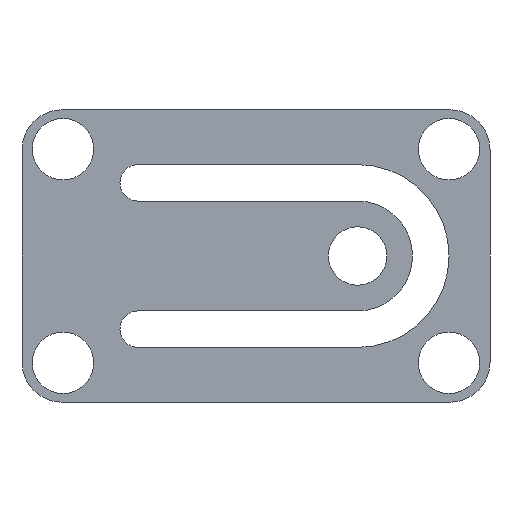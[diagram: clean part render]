
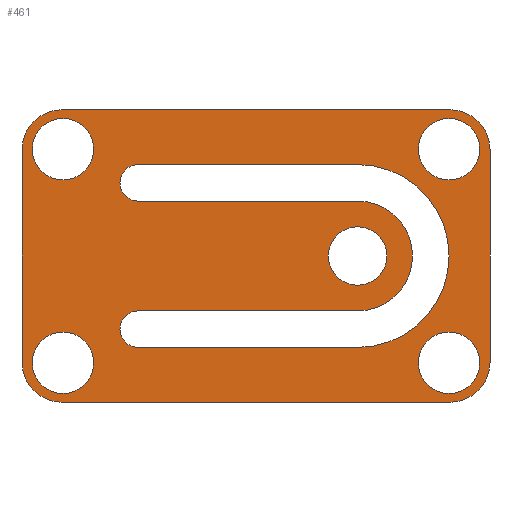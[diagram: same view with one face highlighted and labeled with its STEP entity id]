
A CAD part, front view. The second image highlights one B-rep face of the part: STEP entity #461.
In plain terms, the highlighted planar face has unit normal (0, -1, 0).
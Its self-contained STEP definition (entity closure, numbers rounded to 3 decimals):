
#21=FACE_BOUND('',#89,.T.);
#22=FACE_BOUND('',#90,.T.);
#23=FACE_BOUND('',#91,.T.);
#24=FACE_BOUND('',#92,.T.);
#25=FACE_BOUND('',#93,.T.);
#26=FACE_BOUND('',#94,.T.);
#36=PLANE('',#524);
#59=FACE_OUTER_BOUND('',#88,.T.);
#88=EDGE_LOOP('',(#405,#406,#407,#408,#409,#410,#411,#412));
#89=EDGE_LOOP('',(#413));
#90=EDGE_LOOP('',(#414));
#91=EDGE_LOOP('',(#415,#416,#417,#418,#419,#420,#421,#422));
#92=EDGE_LOOP('',(#423));
#93=EDGE_LOOP('',(#424));
#94=EDGE_LOOP('',(#425));
#100=LINE('',#692,#137);
#104=LINE('',#704,#141);
#108=LINE('',#716,#145);
#112=LINE('',#727,#149);
#116=LINE('',#744,#153);
#121=LINE('',#758,#158);
#125=LINE('',#770,#162);
#129=LINE('',#782,#166);
#137=VECTOR('',#558,10.);
#141=VECTOR('',#570,10.);
#145=VECTOR('',#582,10.);
#149=VECTOR('',#594,10.);
#153=VECTOR('',#612,10.);
#158=VECTOR('',#625,10.);
#162=VECTOR('',#637,10.);
#166=VECTOR('',#649,10.);
#170=CIRCLE('',#478,2.1);
#172=CIRCLE('',#481,2.1);
#174=CIRCLE('',#484,2.1);
#175=CIRCLE('',#486,1.25);
#177=CIRCLE('',#490,6.25);
#179=CIRCLE('',#494,1.25);
#181=CIRCLE('',#498,3.75);
#184=CIRCLE('',#503,2.1);
#186=CIRCLE('',#506,2.);
#187=CIRCLE('',#509,2.75);
#189=CIRCLE('',#513,2.75);
#191=CIRCLE('',#517,2.75);
#193=CIRCLE('',#521,2.75);
#196=VERTEX_POINT('',#666);
#198=VERTEX_POINT('',#672);
#200=VERTEX_POINT('',#678);
#201=VERTEX_POINT('',#682);
#202=VERTEX_POINT('',#683);
#205=VERTEX_POINT('',#691);
#207=VERTEX_POINT('',#697);
#209=VERTEX_POINT('',#703);
#211=VERTEX_POINT('',#709);
#213=VERTEX_POINT('',#715);
#215=VERTEX_POINT('',#721);
#218=VERTEX_POINT('',#732);
#220=VERTEX_POINT('',#738);
#221=VERTEX_POINT('',#742);
#222=VERTEX_POINT('',#743);
#225=VERTEX_POINT('',#751);
#227=VERTEX_POINT('',#757);
#229=VERTEX_POINT('',#763);
#231=VERTEX_POINT('',#769);
#233=VERTEX_POINT('',#775);
#235=VERTEX_POINT('',#781);
#239=EDGE_CURVE('',#196,#196,#170,.T.);
#242=EDGE_CURVE('',#198,#198,#172,.T.);
#245=EDGE_CURVE('',#200,#200,#174,.T.);
#246=EDGE_CURVE('',#201,#202,#175,.T.);
#250=EDGE_CURVE('',#205,#201,#100,.T.);
#253=EDGE_CURVE('',#207,#205,#177,.T.);
#256=EDGE_CURVE('',#209,#207,#104,.T.);
#259=EDGE_CURVE('',#211,#209,#179,.T.);
#262=EDGE_CURVE('',#213,#211,#108,.T.);
#265=EDGE_CURVE('',#215,#213,#181,.T.);
#268=EDGE_CURVE('',#202,#215,#112,.T.);
#272=EDGE_CURVE('',#218,#218,#184,.T.);
#275=EDGE_CURVE('',#220,#220,#186,.T.);
#276=EDGE_CURVE('',#221,#222,#116,.T.);
#280=EDGE_CURVE('',#225,#222,#187,.T.);
#283=EDGE_CURVE('',#225,#227,#121,.T.);
#286=EDGE_CURVE('',#229,#227,#189,.T.);
#289=EDGE_CURVE('',#229,#231,#125,.T.);
#292=EDGE_CURVE('',#233,#231,#191,.T.);
#295=EDGE_CURVE('',#233,#235,#129,.T.);
#298=EDGE_CURVE('',#221,#235,#193,.T.);
#405=ORIENTED_EDGE('',*,*,#298,.F.);
#406=ORIENTED_EDGE('',*,*,#276,.T.);
#407=ORIENTED_EDGE('',*,*,#280,.F.);
#408=ORIENTED_EDGE('',*,*,#283,.T.);
#409=ORIENTED_EDGE('',*,*,#286,.F.);
#410=ORIENTED_EDGE('',*,*,#289,.T.);
#411=ORIENTED_EDGE('',*,*,#292,.F.);
#412=ORIENTED_EDGE('',*,*,#295,.T.);
#413=ORIENTED_EDGE('',*,*,#275,.F.);
#414=ORIENTED_EDGE('',*,*,#272,.F.);
#415=ORIENTED_EDGE('',*,*,#268,.F.);
#416=ORIENTED_EDGE('',*,*,#246,.F.);
#417=ORIENTED_EDGE('',*,*,#250,.F.);
#418=ORIENTED_EDGE('',*,*,#253,.F.);
#419=ORIENTED_EDGE('',*,*,#256,.F.);
#420=ORIENTED_EDGE('',*,*,#259,.F.);
#421=ORIENTED_EDGE('',*,*,#262,.F.);
#422=ORIENTED_EDGE('',*,*,#265,.F.);
#423=ORIENTED_EDGE('',*,*,#245,.F.);
#424=ORIENTED_EDGE('',*,*,#242,.F.);
#425=ORIENTED_EDGE('',*,*,#239,.F.);
#461=ADVANCED_FACE('',(#59,#21,#22,#23,#24,#25,#26),#36,.F.);
#478=AXIS2_PLACEMENT_3D('',#668,#532,#533);
#481=AXIS2_PLACEMENT_3D('',#674,#539,#540);
#484=AXIS2_PLACEMENT_3D('',#680,#546,#547);
#486=AXIS2_PLACEMENT_3D('',#684,#550,#551);
#490=AXIS2_PLACEMENT_3D('',#698,#563,#564);
#494=AXIS2_PLACEMENT_3D('',#710,#575,#576);
#498=AXIS2_PLACEMENT_3D('',#722,#587,#588);
#503=AXIS2_PLACEMENT_3D('',#734,#601,#602);
#506=AXIS2_PLACEMENT_3D('',#740,#608,#609);
#509=AXIS2_PLACEMENT_3D('',#752,#618,#619);
#513=AXIS2_PLACEMENT_3D('',#764,#630,#631);
#517=AXIS2_PLACEMENT_3D('',#776,#642,#643);
#521=AXIS2_PLACEMENT_3D('',#787,#654,#655);
#524=AXIS2_PLACEMENT_3D('',#790,#660,#661);
#532=DIRECTION('center_axis',(0.,-1.,0.));
#533=DIRECTION('ref_axis',(1.,0.,0.));
#539=DIRECTION('center_axis',(0.,-1.,0.));
#540=DIRECTION('ref_axis',(1.,0.,0.));
#546=DIRECTION('center_axis',(0.,-1.,0.));
#547=DIRECTION('ref_axis',(1.,0.,0.));
#550=DIRECTION('center_axis',(0.,-1.,0.));
#551=DIRECTION('ref_axis',(0.,0.,-1.));
#558=DIRECTION('',(-1.,0.,0.));
#563=DIRECTION('center_axis',(0.,-1.,0.));
#564=DIRECTION('ref_axis',(0.,0.,1.));
#570=DIRECTION('',(1.,0.,0.));
#575=DIRECTION('center_axis',(0.,-1.,0.));
#576=DIRECTION('ref_axis',(0.,0.,-1.));
#582=DIRECTION('',(-1.,0.,0.));
#587=DIRECTION('center_axis',(0.,1.,0.));
#588=DIRECTION('ref_axis',(0.,0.,1.));
#594=DIRECTION('',(1.,0.,0.));
#601=DIRECTION('center_axis',(0.,-1.,0.));
#602=DIRECTION('ref_axis',(1.,0.,0.));
#608=DIRECTION('center_axis',(0.,-1.,0.));
#609=DIRECTION('ref_axis',(1.,0.,0.));
#612=DIRECTION('',(-1.,0.,0.));
#618=DIRECTION('center_axis',(0.,1.,0.));
#619=DIRECTION('ref_axis',(-1.,0.,0.));
#625=DIRECTION('',(0.,0.,-1.));
#630=DIRECTION('center_axis',(0.,1.,0.));
#631=DIRECTION('ref_axis',(0.,0.,-1.));
#637=DIRECTION('',(1.,0.,0.));
#642=DIRECTION('center_axis',(0.,1.,0.));
#643=DIRECTION('ref_axis',(1.,0.,0.));
#649=DIRECTION('',(0.,0.,1.));
#654=DIRECTION('center_axis',(0.,1.,0.));
#655=DIRECTION('ref_axis',(0.,0.,1.));
#660=DIRECTION('center_axis',(0.,1.,0.));
#661=DIRECTION('ref_axis',(1.,0.,0.));
#666=CARTESIAN_POINT('',(0.7,0.,2.7));
#668=CARTESIAN_POINT('Origin',(2.8,0.,2.7));
#672=CARTESIAN_POINT('',(0.7,0.,17.3));
#674=CARTESIAN_POINT('Origin',(2.8,0.,17.3));
#678=CARTESIAN_POINT('',(27.1,0.,17.3));
#680=CARTESIAN_POINT('Origin',(29.2,0.,17.3));
#682=CARTESIAN_POINT('',(7.95,0.,16.25));
#683=CARTESIAN_POINT('',(7.95,0.,13.75));
#684=CARTESIAN_POINT('Origin',(7.95,0.,15.));
#691=CARTESIAN_POINT('',(22.95,0.,16.25));
#692=CARTESIAN_POINT('',(22.95,0.,16.25));
#697=CARTESIAN_POINT('',(22.95,0.,3.75));
#698=CARTESIAN_POINT('Origin',(22.95,0.,10.));
#703=CARTESIAN_POINT('',(7.95,0.,3.75));
#704=CARTESIAN_POINT('',(22.95,0.,3.75));
#709=CARTESIAN_POINT('',(7.95,0.,6.25));
#710=CARTESIAN_POINT('Origin',(7.95,0.,5.));
#715=CARTESIAN_POINT('',(22.95,0.,6.25));
#716=CARTESIAN_POINT('',(22.95,0.,6.25));
#721=CARTESIAN_POINT('',(22.95,0.,13.75));
#722=CARTESIAN_POINT('Origin',(22.95,0.,10.));
#727=CARTESIAN_POINT('',(22.95,0.,13.75));
#732=CARTESIAN_POINT('',(27.1,0.,2.7));
#734=CARTESIAN_POINT('Origin',(29.2,0.,2.7));
#738=CARTESIAN_POINT('',(20.95,0.,10.));
#740=CARTESIAN_POINT('Origin',(22.95,0.,10.));
#742=CARTESIAN_POINT('',(29.25,0.,20.));
#743=CARTESIAN_POINT('',(2.75,0.,20.));
#744=CARTESIAN_POINT('',(29.25,0.,20.));
#751=CARTESIAN_POINT('',(0.,0.,17.25));
#752=CARTESIAN_POINT('Origin',(2.75,0.,17.25));
#757=CARTESIAN_POINT('',(0.,0.,2.75));
#758=CARTESIAN_POINT('',(0.,0.,17.25));
#763=CARTESIAN_POINT('',(2.75,0.,0.));
#764=CARTESIAN_POINT('Origin',(2.75,0.,2.75));
#769=CARTESIAN_POINT('',(29.25,0.,0.));
#770=CARTESIAN_POINT('',(2.75,0.,0.));
#775=CARTESIAN_POINT('',(32.,0.,2.75));
#776=CARTESIAN_POINT('Origin',(29.25,0.,2.75));
#781=CARTESIAN_POINT('',(32.,0.,17.25));
#782=CARTESIAN_POINT('',(32.,0.,2.75));
#787=CARTESIAN_POINT('Origin',(29.25,0.,17.25));
#790=CARTESIAN_POINT('Origin',(16.,0.,10.));
